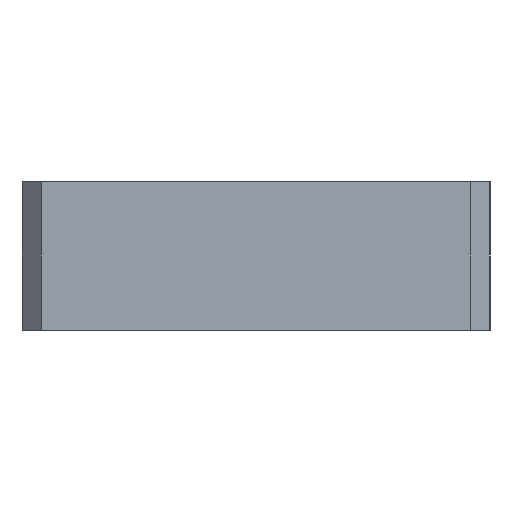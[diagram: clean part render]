
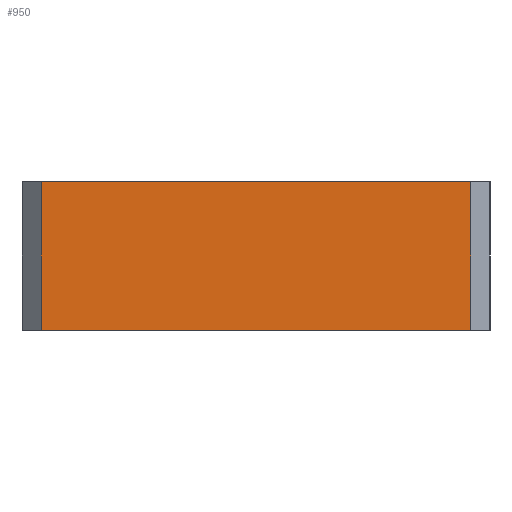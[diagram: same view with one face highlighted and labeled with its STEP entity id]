
A CAD part, left-side view. The second image highlights one B-rep face of the part: STEP entity #950.
In plain terms, the highlighted planar face has unit normal (-1, 0, 0).
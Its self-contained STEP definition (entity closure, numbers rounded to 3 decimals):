
#9 = CARTESIAN_POINT ( 'NONE',  ( -9., 5.5, 1.9 ) ) ;
#28 = VECTOR ( 'NONE', #1154, 1000. ) ;
#31 = DIRECTION ( 'NONE',  ( 0., 0., -1. ) ) ;
#60 = VERTEX_POINT ( 'NONE', #9 ) ;
#63 = LINE ( 'NONE', #606, #533 ) ;
#100 = ORIENTED_EDGE ( 'NONE', *, *, #252, .T. ) ;
#116 = CARTESIAN_POINT ( 'NONE',  ( -9., -6., 1.9 ) ) ;
#136 = AXIS2_PLACEMENT_3D ( 'NONE', #116, #1161, #199 ) ;
#145 = EDGE_CURVE ( 'NONE', #364, #868, #1047, .T. ) ;
#153 = LINE ( 'NONE', #911, #865 ) ;
#177 = CARTESIAN_POINT ( 'NONE',  ( -9., -5.5, -1.9 ) ) ;
#199 = DIRECTION ( 'NONE',  ( 0., 0., -1. ) ) ;
#252 = EDGE_CURVE ( 'NONE', #868, #558, #63, .T. ) ;
#359 = CARTESIAN_POINT ( 'NONE',  ( -9., -6., 1.9 ) ) ;
#364 = VERTEX_POINT ( 'NONE', #715 ) ;
#370 = LINE ( 'NONE', #359, #28 ) ;
#396 = DIRECTION ( 'NONE',  ( 0., 0., 1. ) ) ;
#410 = EDGE_CURVE ( 'NONE', #60, #364, #153, .T. ) ;
#533 = VECTOR ( 'NONE', #396, 1000. ) ;
#558 = VERTEX_POINT ( 'NONE', #776 ) ;
#606 = CARTESIAN_POINT ( 'NONE',  ( -9., -5.5, 1.9 ) ) ;
#703 = ORIENTED_EDGE ( 'NONE', *, *, #145, .T. ) ;
#715 = CARTESIAN_POINT ( 'NONE',  ( -9., 5.5, -1.9 ) ) ;
#753 = VECTOR ( 'NONE', #975, 1000. ) ;
#776 = CARTESIAN_POINT ( 'NONE',  ( -9., -5.5, 1.9 ) ) ;
#778 = PLANE ( 'NONE',  #136 ) ;
#865 = VECTOR ( 'NONE', #31, 1000. ) ;
#868 = VERTEX_POINT ( 'NONE', #177 ) ;
#885 = EDGE_CURVE ( 'NONE', #60, #558, #370, .T. ) ;
#888 = FACE_OUTER_BOUND ( 'NONE', #1208, .T. ) ;
#911 = CARTESIAN_POINT ( 'NONE',  ( -9., 5.5, 1.9 ) ) ;
#950 = ADVANCED_FACE ( 'NONE', ( #888 ), #778, .F. ) ;
#975 = DIRECTION ( 'NONE',  ( 0., -1., 0. ) ) ;
#1047 = LINE ( 'NONE', #1130, #753 ) ;
#1100 = ORIENTED_EDGE ( 'NONE', *, *, #410, .T. ) ;
#1112 = ORIENTED_EDGE ( 'NONE', *, *, #885, .F. ) ;
#1130 = CARTESIAN_POINT ( 'NONE',  ( -9., -6., -1.9 ) ) ;
#1154 = DIRECTION ( 'NONE',  ( 0., -1., 0. ) ) ;
#1161 = DIRECTION ( 'NONE',  ( 1., 0., 0. ) ) ;
#1208 = EDGE_LOOP ( 'NONE', ( #703, #100, #1112, #1100 ) ) ;
